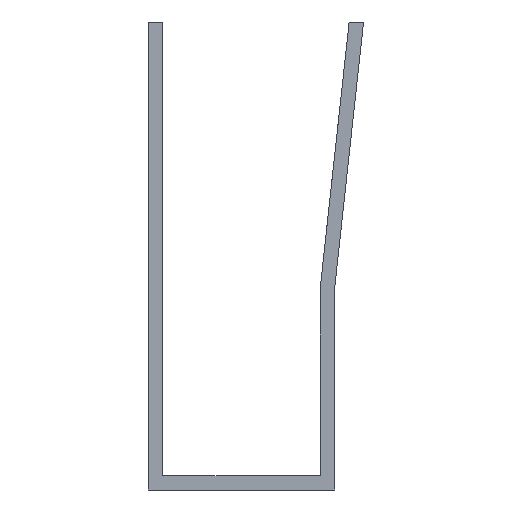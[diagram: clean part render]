
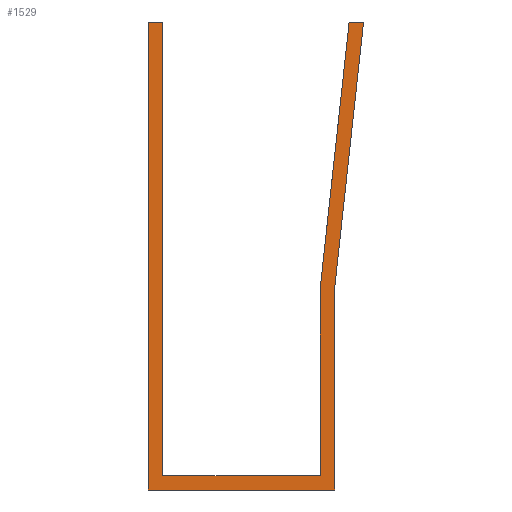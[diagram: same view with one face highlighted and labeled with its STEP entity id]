
A CAD part, left-side view. The second image highlights one B-rep face of the part: STEP entity #1529.
In plain terms, the highlighted planar face has unit normal (-1, 0, 0).
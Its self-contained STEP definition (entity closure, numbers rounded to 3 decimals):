
#16=CIRCLE('',#1621,364.635);
#28=FACE_OUTER_BOUND('',#105,.T.);
#105=EDGE_LOOP('',(#1041,#1042,#1043,#1044,#1045,#1046,#1047,#1048,#1049,
#1050,#1051));
#196=LINE('',#2125,#419);
#201=LINE('',#2135,#424);
#204=LINE('',#2141,#427);
#205=LINE('',#2143,#428);
#206=LINE('',#2145,#429);
#207=LINE('',#2147,#430);
#208=LINE('',#2150,#431);
#209=LINE('',#2152,#432);
#210=LINE('',#2154,#433);
#211=LINE('',#2155,#434);
#419=VECTOR('',#1733,10.);
#424=VECTOR('',#1740,10.);
#427=VECTOR('',#1745,10.);
#428=VECTOR('',#1746,10.);
#429=VECTOR('',#1747,10.);
#430=VECTOR('',#1748,10.);
#431=VECTOR('',#1751,10.);
#432=VECTOR('',#1752,10.);
#433=VECTOR('',#1753,10.);
#434=VECTOR('',#1754,10.);
#635=VERTEX_POINT('',#2122);
#636=VERTEX_POINT('',#2124);
#639=VERTEX_POINT('',#2132);
#640=VERTEX_POINT('',#2134);
#642=VERTEX_POINT('',#2140);
#643=VERTEX_POINT('',#2142);
#644=VERTEX_POINT('',#2144);
#645=VERTEX_POINT('',#2146);
#646=VERTEX_POINT('',#2149);
#647=VERTEX_POINT('',#2151);
#648=VERTEX_POINT('',#2153);
#792=EDGE_CURVE('',#636,#635,#196,.T.);
#797=EDGE_CURVE('',#640,#639,#201,.T.);
#800=EDGE_CURVE('',#642,#639,#204,.T.);
#801=EDGE_CURVE('',#643,#642,#205,.T.);
#802=EDGE_CURVE('',#644,#643,#206,.T.);
#803=EDGE_CURVE('',#645,#644,#207,.T.);
#804=EDGE_CURVE('',#636,#645,#16,.T.);
#805=EDGE_CURVE('',#635,#646,#208,.T.);
#806=EDGE_CURVE('',#647,#646,#209,.T.);
#807=EDGE_CURVE('',#648,#647,#210,.T.);
#808=EDGE_CURVE('',#640,#648,#211,.T.);
#1041=ORIENTED_EDGE('',*,*,#797,.T.);
#1042=ORIENTED_EDGE('',*,*,#800,.F.);
#1043=ORIENTED_EDGE('',*,*,#801,.F.);
#1044=ORIENTED_EDGE('',*,*,#802,.F.);
#1045=ORIENTED_EDGE('',*,*,#803,.F.);
#1046=ORIENTED_EDGE('',*,*,#804,.F.);
#1047=ORIENTED_EDGE('',*,*,#792,.T.);
#1048=ORIENTED_EDGE('',*,*,#805,.T.);
#1049=ORIENTED_EDGE('',*,*,#806,.F.);
#1050=ORIENTED_EDGE('',*,*,#807,.F.);
#1051=ORIENTED_EDGE('',*,*,#808,.F.);
#1453=PLANE('',#1620);
#1529=ADVANCED_FACE('',(#28),#1453,.F.);
#1620=AXIS2_PLACEMENT_3D('',#2139,#1743,#1744);
#1621=AXIS2_PLACEMENT_3D('',#2148,#1749,#1750);
#1733=DIRECTION('',(0.,1.,0.));
#1740=DIRECTION('',(0.,1.,0.));
#1743=DIRECTION('center_axis',(1.,0.,0.));
#1744=DIRECTION('ref_axis',(0.,0.,-1.));
#1745=DIRECTION('',(0.,-0.108,0.994));
#1746=DIRECTION('',(0.,0.,1.));
#1747=DIRECTION('',(0.,-1.,0.));
#1748=DIRECTION('',(0.,0.,-1.));
#1749=DIRECTION('center_axis',(-1.,0.,0.));
#1750=DIRECTION('ref_axis',(0.,0.987,0.16));
#1751=DIRECTION('',(0.,0.,-1.));
#1752=DIRECTION('',(0.,1.,0.));
#1753=DIRECTION('',(0.,0.,-1.));
#1754=DIRECTION('',(0.,0.108,-0.994));
#2122=CARTESIAN_POINT('',(0.,91.998,141.323));
#2124=CARTESIAN_POINT('',(0.,86.932,141.323));
#2125=CARTESIAN_POINT('',(0.,77.016,141.323));
#2132=CARTESIAN_POINT('',(0.,22.022,141.323));
#2134=CARTESIAN_POINT('',(0.,16.992,141.323));
#2135=CARTESIAN_POINT('',(0.,77.016,141.323));
#2139=CARTESIAN_POINT('Origin',(0.,54.032,127.046));
#2140=CARTESIAN_POINT('',(0.,32.043,48.974));
#2141=CARTESIAN_POINT('',(0.,21.72,144.105));
#2142=CARTESIAN_POINT('',(0.,32.043,-16.908));
#2143=CARTESIAN_POINT('',(0.,32.043,48.974));
#2144=CARTESIAN_POINT('',(0.,86.998,-16.908));
#2145=CARTESIAN_POINT('',(0.,32.043,-16.908));
#2146=CARTESIAN_POINT('',(0.,86.998,140.921));
#2147=CARTESIAN_POINT('',(0.,86.998,140.921));
#2148=CARTESIAN_POINT('Origin',(0.,-272.922,82.469));
#2149=CARTESIAN_POINT('',(0.,91.998,-21.908));
#2150=CARTESIAN_POINT('',(0.,91.998,141.323));
#2151=CARTESIAN_POINT('',(0.,27.043,-21.908));
#2152=CARTESIAN_POINT('',(0.,27.043,-21.908));
#2153=CARTESIAN_POINT('',(0.,27.043,48.704));
#2154=CARTESIAN_POINT('',(0.,27.043,48.704));
#2155=CARTESIAN_POINT('',(0.,16.739,143.657));
